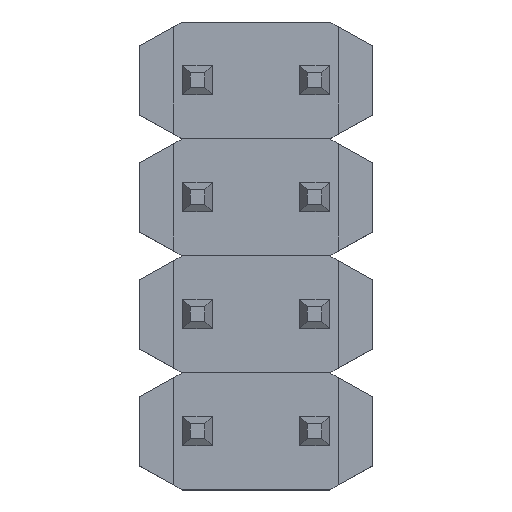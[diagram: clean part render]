
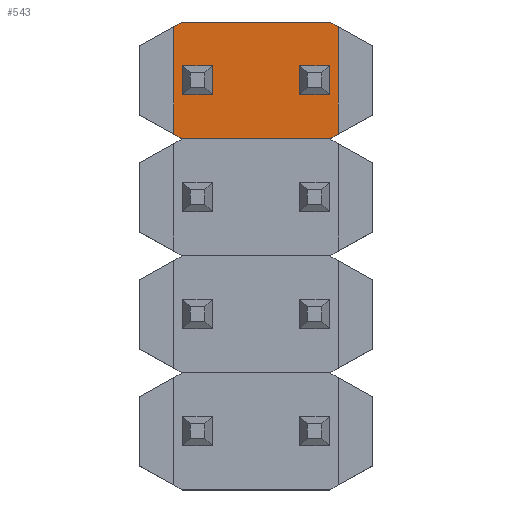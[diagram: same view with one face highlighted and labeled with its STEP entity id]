
A CAD part, top view. The second image highlights one B-rep face of the part: STEP entity #543.
In plain terms, the highlighted face is planar.
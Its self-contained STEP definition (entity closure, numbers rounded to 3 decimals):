
#4 = CARTESIAN_POINT ( 'NONE',  ( -1.27, 2.04, 1.79 ) ) ;
#9 = LINE ( 'NONE', #778, #180 ) ;
#24 = VECTOR ( 'NONE', #750, 1000. ) ;
#34 = LINE ( 'NONE', #4, #897 ) ;
#35 = DIRECTION ( 'NONE',  ( 0.484, 0., 0.875 ) ) ;
#37 = VERTEX_POINT ( 'NONE', #615 ) ;
#42 = CARTESIAN_POINT ( 'NONE',  ( 1.27, 2.04, 1.6 ) ) ;
#47 = CARTESIAN_POINT ( 'NONE',  ( -0.75, 2.04, -2.54 ) ) ;
#50 = ORIENTED_EDGE ( 'NONE', *, *, #680, .T. ) ;
#67 = EDGE_CURVE ( 'NONE', #266, #338, #912, .T. ) ;
#99 = CARTESIAN_POINT ( 'NONE',  ( -1.27, 2.04, -1.6 ) ) ;
#107 = CARTESIAN_POINT ( 'NONE',  ( 1.27, 2.04, -1.79 ) ) ;
#109 = ORIENTED_EDGE ( 'NONE', *, *, #755, .T. ) ;
#115 = CARTESIAN_POINT ( 'NONE',  ( -1.27, 2.04, 1.6 ) ) ;
#146 = EDGE_CURVE ( 'NONE', #598, #266, #9, .T. ) ;
#158 = DIRECTION ( 'NONE',  ( 1., 0., 0. ) ) ;
#175 = CARTESIAN_POINT ( 'NONE',  ( 0.75, 2.04, -2.54 ) ) ;
#176 = CARTESIAN_POINT ( 'NONE',  ( 0., 2.04, 0. ) ) ;
#180 = VECTOR ( 'NONE', #849, 1000. ) ;
#232 = DIRECTION ( 'NONE',  ( -0.484, 0., -0.875 ) ) ;
#243 = LINE ( 'NONE', #115, #638 ) ;
#266 = VERTEX_POINT ( 'NONE', #859 ) ;
#268 = CARTESIAN_POINT ( 'NONE',  ( 1.165, 2.04, 1.79 ) ) ;
#307 = CARTESIAN_POINT ( 'NONE',  ( -1.27, 2.04, 1.6 ) ) ;
#312 = EDGE_LOOP ( 'NONE', ( #109, #541, #445, #50, #833, #923, #842, #530 ) ) ;
#316 = DIRECTION ( 'NONE',  ( 0., 1., 0. ) ) ;
#338 = VERTEX_POINT ( 'NONE', #99 ) ;
#352 = VECTOR ( 'NONE', #232, 1000. ) ;
#374 = VERTEX_POINT ( 'NONE', #448 ) ;
#394 = VECTOR ( 'NONE', #593, 1000. ) ;
#405 = LINE ( 'NONE', #175, #352 ) ;
#444 = EDGE_CURVE ( 'NONE', #753, #374, #829, .T. ) ;
#445 = ORIENTED_EDGE ( 'NONE', *, *, #67, .T. ) ;
#448 = CARTESIAN_POINT ( 'NONE',  ( 1.27, 2.04, 1.6 ) ) ;
#454 = FACE_OUTER_BOUND ( 'NONE', #312, .T. ) ;
#463 = DIRECTION ( 'NONE',  ( 0., 0., 1. ) ) ;
#526 = CARTESIAN_POINT ( 'NONE',  ( -1.165, 2.04, 1.79 ) ) ;
#530 = ORIENTED_EDGE ( 'NONE', *, *, #651, .T. ) ;
#541 = ORIENTED_EDGE ( 'NONE', *, *, #146, .T. ) ;
#543 = ADVANCED_FACE ( 'NONE', ( #454 ), #681, .T. ) ;
#593 = DIRECTION ( 'NONE',  ( 0., 0., 1. ) ) ;
#597 = AXIS2_PLACEMENT_3D ( 'NONE', #176, #316, #463 ) ;
#598 = VERTEX_POINT ( 'NONE', #840 ) ;
#606 = VECTOR ( 'NONE', #666, 1000. ) ;
#615 = CARTESIAN_POINT ( 'NONE',  ( 1.27, 2.04, -1.6 ) ) ;
#617 = EDGE_CURVE ( 'NONE', #832, #753, #34, .T. ) ;
#638 = VECTOR ( 'NONE', #35, 1000. ) ;
#651 = EDGE_CURVE ( 'NONE', #374, #37, #779, .T. ) ;
#666 = DIRECTION ( 'NONE',  ( 0., 0., -1. ) ) ;
#673 = LINE ( 'NONE', #739, #394 ) ;
#680 = EDGE_CURVE ( 'NONE', #338, #763, #673, .T. ) ;
#681 = PLANE ( 'NONE',  #597 ) ;
#739 = CARTESIAN_POINT ( 'NONE',  ( -1.27, 2.04, -1.79 ) ) ;
#750 = DIRECTION ( 'NONE',  ( 0.484, 0., -0.875 ) ) ;
#753 = VERTEX_POINT ( 'NONE', #268 ) ;
#755 = EDGE_CURVE ( 'NONE', #37, #598, #405, .T. ) ;
#763 = VERTEX_POINT ( 'NONE', #307 ) ;
#769 = DIRECTION ( 'NONE',  ( -0.484, 0., 0.875 ) ) ;
#778 = CARTESIAN_POINT ( 'NONE',  ( -1.27, 2.04, -1.79 ) ) ;
#779 = LINE ( 'NONE', #107, #606 ) ;
#792 = VECTOR ( 'NONE', #769, 1000. ) ;
#829 = LINE ( 'NONE', #42, #24 ) ;
#832 = VERTEX_POINT ( 'NONE', #526 ) ;
#833 = ORIENTED_EDGE ( 'NONE', *, *, #917, .T. ) ;
#840 = CARTESIAN_POINT ( 'NONE',  ( 1.165, 2.04, -1.79 ) ) ;
#842 = ORIENTED_EDGE ( 'NONE', *, *, #444, .T. ) ;
#849 = DIRECTION ( 'NONE',  ( -1., 0., 0. ) ) ;
#859 = CARTESIAN_POINT ( 'NONE',  ( -1.165, 2.04, -1.79 ) ) ;
#897 = VECTOR ( 'NONE', #158, 1000. ) ;
#912 = LINE ( 'NONE', #47, #792 ) ;
#917 = EDGE_CURVE ( 'NONE', #763, #832, #243, .T. ) ;
#923 = ORIENTED_EDGE ( 'NONE', *, *, #617, .T. ) ;
